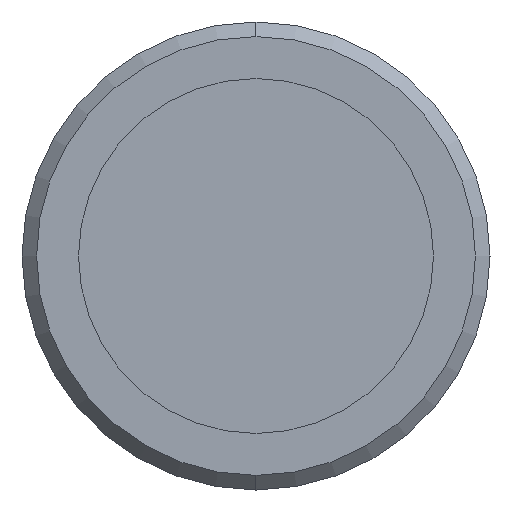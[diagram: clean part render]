
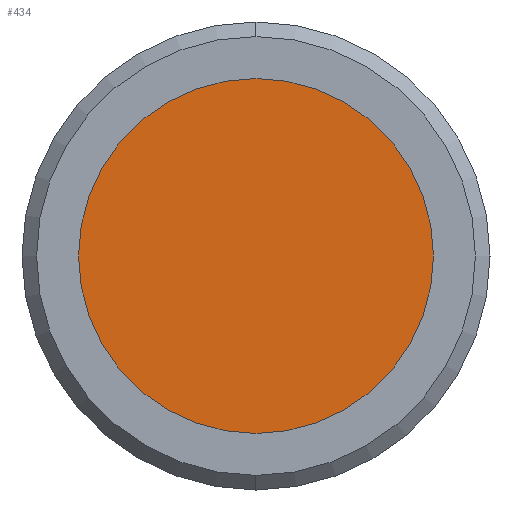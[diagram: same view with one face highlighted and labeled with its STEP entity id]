
A CAD part, left-side view. The second image highlights one B-rep face of the part: STEP entity #434.
In plain terms, the highlighted planar face has unit normal (-1, 0, 0).
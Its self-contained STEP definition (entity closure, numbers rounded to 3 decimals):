
#22 = EDGE_CURVE ( 'NONE', #145, #710, #887, .T. ) ;
#65 = DIRECTION ( 'NONE',  ( 0., 0., 1. ) ) ;
#145 = VERTEX_POINT ( 'NONE', #479 ) ;
#183 = AXIS2_PLACEMENT_3D ( 'NONE', #901, #804, #216 ) ;
#214 = CARTESIAN_POINT ( 'NONE',  ( -182., -5.568, 0. ) ) ;
#216 = DIRECTION ( 'NONE',  ( 0., 0., 1. ) ) ;
#373 = DIRECTION ( 'NONE',  ( 0., 0., -1. ) ) ;
#375 = EDGE_CURVE ( 'NONE', #710, #145, #761, .T. ) ;
#395 = AXIS2_PLACEMENT_3D ( 'NONE', #214, #906, #65 ) ;
#434 = ADVANCED_FACE ( 'NONE', ( #683 ), #742, .F. ) ;
#479 = CARTESIAN_POINT ( 'NONE',  ( -182., -5.568, -18.2 ) ) ;
#656 = EDGE_LOOP ( 'NONE', ( #733, #754 ) ) ;
#678 = AXIS2_PLACEMENT_3D ( 'NONE', #910, #969, #373 ) ;
#683 = FACE_OUTER_BOUND ( 'NONE', #656, .T. ) ;
#710 = VERTEX_POINT ( 'NONE', #798 ) ;
#733 = ORIENTED_EDGE ( 'NONE', *, *, #375, .T. ) ;
#742 = PLANE ( 'NONE',  #678 ) ;
#754 = ORIENTED_EDGE ( 'NONE', *, *, #22, .T. ) ;
#761 = CIRCLE ( 'NONE', #395, 18.2 ) ;
#798 = CARTESIAN_POINT ( 'NONE',  ( -182., -5.568, 18.2 ) ) ;
#804 = DIRECTION ( 'NONE',  ( -1., 0., 0. ) ) ;
#887 = CIRCLE ( 'NONE', #183, 18.2 ) ;
#901 = CARTESIAN_POINT ( 'NONE',  ( -182., -5.568, 0. ) ) ;
#906 = DIRECTION ( 'NONE',  ( -1., 0., 0. ) ) ;
#910 = CARTESIAN_POINT ( 'NONE',  ( -182., 12.632, 0. ) ) ;
#969 = DIRECTION ( 'NONE',  ( 1., 0., 0. ) ) ;
